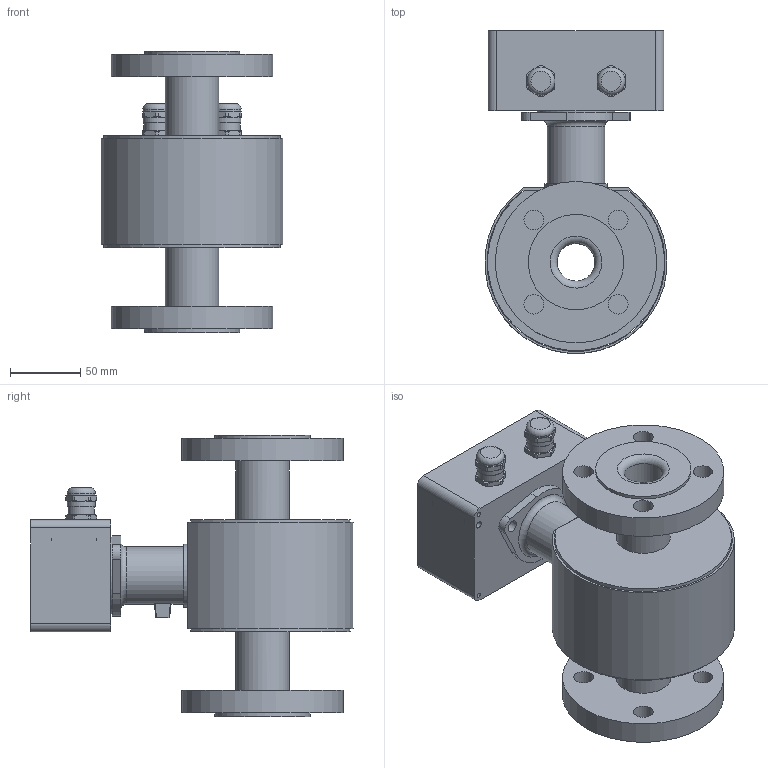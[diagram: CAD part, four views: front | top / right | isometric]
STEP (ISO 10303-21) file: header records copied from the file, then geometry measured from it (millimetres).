
FILE_DESCRIPTION(/* description */ (''),/* implementation_level */ '2;1');
FILE_NAME(/* name */ 'magflux A DN25 getrennt.stp',/* time_stamp */ '2021-11-30T11:04:13+01:00',/* author */ ('g.duesseldorf'),/* organization */ (''),/* preprocessor_version */ 'ST-DEVELOPER v18.1',/* originating_system */ 'Autodesk Inventor 2022',/* authorisation */ '');
FILE_SCHEMA (('CONFIG_CONTROL_DESIGN'));
Length unit declared in the file: millimetre
Products named in the file (1): magflux A DN25 getrennt_Ersatzobjekt_1
Bounding box: 129.55 x 229.76 x 200.5 mm (x, y, z)
Volume: 818585 mm3; surface area: 306411.5 mm2
Topology: 3 solids, 4 shells, 273 faces, 637 edges, 404 vertices
Faces by surface type: cylinder 111, plane 96, cone 57, torus 7, bspline 2
Full cylindrical faces by diameter (mm): 3.242 x10, 4.8 x2, 5 x2, 8.5 x4, 9 x2, 14 x8, 18.6 x4, 19.8 x4, 27 x1, 33 x1, 35 x1, 37.2 x2, 38 x1, 38.5 x2, 39.5 x2, 39.7 x1, 40.5 x1, 41 x1, 45 x1, 55 x1, 68 x2, 115 x2
Entity records: 8547 total; most frequent: CARTESIAN_POINT 1993, DIRECTION 1336, ORIENTED_EDGE 1262, EDGE_CURVE 631, AXIS2_PLACEMENT_3D 553, VERTEX_POINT 404, EDGE_LOOP 353, STYLED_ITEM 276
